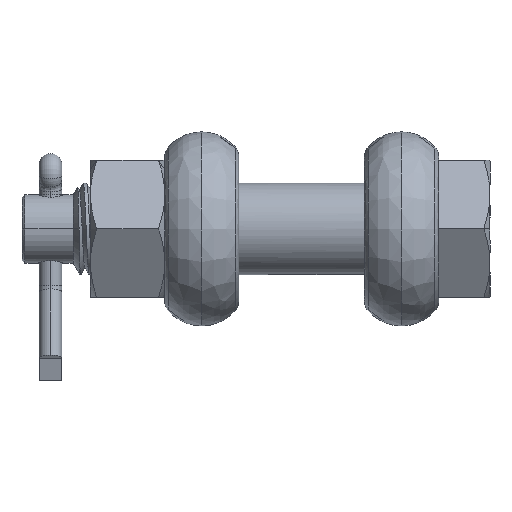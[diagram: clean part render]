
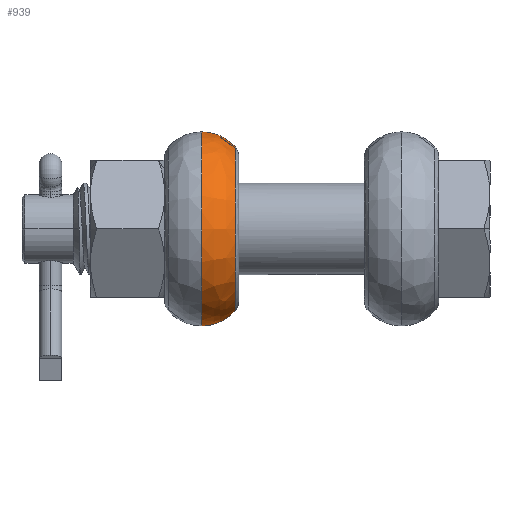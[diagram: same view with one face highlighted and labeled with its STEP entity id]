
A CAD part, front view. The second image highlights one B-rep face of the part: STEP entity #939.
In plain terms, the highlighted free-form (B-spline) face has degree [3, 3] with [4, 4] control points.
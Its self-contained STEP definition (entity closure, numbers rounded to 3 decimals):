
#765 = EDGE_CURVE ( 'NONE', #5262, #932, #8447, .T. ) ;
#768 = ORIENTED_EDGE ( 'NONE', *, *, #916, .T. ) ;
#916 = EDGE_CURVE ( 'NONE', #934, #5265, #20474, .T. ) ;
#927 = ORIENTED_EDGE ( 'NONE', *, *, #765, .T. ) ;
#928 = ORIENTED_EDGE ( 'NONE', *, *, #5264, .F. ) ;
#930 = ORIENTED_EDGE ( 'NONE', *, *, #931, .T. ) ;
#931 = EDGE_CURVE ( 'NONE', #932, #934, #20580, .T. ) ;
#932 = VERTEX_POINT ( 'NONE', #20588 ) ;
#934 = VERTEX_POINT ( 'NONE', #20597 ) ;
#939 = ADVANCED_FACE ( 'NONE', ( #20579 ), #20558, .F. ) ;
#940 = EDGE_LOOP ( 'NONE', ( #930, #768, #928, #927 ) ) ;
#5262 = VERTEX_POINT ( 'NONE', #7096 ) ;
#5264 = EDGE_CURVE ( 'NONE', #5262, #5265, #7095, .T. ) ;
#5265 = VERTEX_POINT ( 'NONE', #7090 ) ;
#7090 = CARTESIAN_POINT ( 'NONE',  ( -11.65, 0., -14.359 ) ) ;
#7091 = DIRECTION ( 'NONE',  ( 0., 0., -1. ) ) ;
#7092 = DIRECTION ( 'NONE',  ( 1., 0., 0. ) ) ;
#7093 = CARTESIAN_POINT ( 'NONE',  ( -11.65, 0., 0. ) ) ;
#7094 = AXIS2_PLACEMENT_3D ( 'NONE', #7093, #7092, #7091 ) ;
#7095 = CIRCLE ( 'NONE', #7094, 14.359 ) ;
#7096 = CARTESIAN_POINT ( 'NONE',  ( -11.65, 0., 14.359 ) ) ;
#8397 = DIRECTION ( 'NONE',  ( 0., -1., 0. ) ) ;
#8417 = DIRECTION ( 'NONE',  ( 0., 0., -1. ) ) ;
#8447 = CIRCLE ( 'NONE', #8523, 7.8 ) ;
#8523 = AXIS2_PLACEMENT_3D ( 'NONE', #8558, #8397, #8417 ) ;
#8558 = CARTESIAN_POINT ( 'NONE',  ( -17.5, 0., 9.2 ) ) ;
#20471 = DIRECTION ( 'NONE',  ( 0., 0., -1. ) ) ;
#20472 = DIRECTION ( 'NONE',  ( 0., -1., 0. ) ) ;
#20473 = AXIS2_PLACEMENT_3D ( 'NONE', #20517, #20472, #20471 ) ;
#20474 = CIRCLE ( 'NONE', #20473, 7.8 ) ;
#20517 = CARTESIAN_POINT ( 'NONE',  ( -17.5, 0., -9.2 ) ) ;
#20524 = CARTESIAN_POINT ( 'NONE',  ( -11.65, 0., 14.359 ) ) ;
#20525 = CARTESIAN_POINT ( 'NONE',  ( -11.65, -28.718, 14.359 ) ) ;
#20526 = CARTESIAN_POINT ( 'NONE',  ( -11.65, -28.718, -14.359 ) ) ;
#20527 = CARTESIAN_POINT ( 'NONE',  ( -11.65, 0., -14.359 ) ) ;
#20530 = CARTESIAN_POINT ( 'NONE',  ( -17.5, 0., 17. ) ) ;
#20531 = CARTESIAN_POINT ( 'NONE',  ( -17.5, -34., 17. ) ) ;
#20532 = CARTESIAN_POINT ( 'NONE',  ( -17.5, -34., -17. ) ) ;
#20533 = CARTESIAN_POINT ( 'NONE',  ( -17.5, 0., -17. ) ) ;
#20534 = CARTESIAN_POINT ( 'NONE',  ( -15.226, 0., 17. ) ) ;
#20535 = CARTESIAN_POINT ( 'NONE',  ( -15.226, -34., 17. ) ) ;
#20536 = CARTESIAN_POINT ( 'NONE',  ( -15.226, -34., -17. ) ) ;
#20537 = CARTESIAN_POINT ( 'NONE',  ( -15.226, 0., -17. ) ) ;
#20538 = CARTESIAN_POINT ( 'NONE',  ( -13.154, 0., 16.065 ) ) ;
#20539 = CARTESIAN_POINT ( 'NONE',  ( -13.154, -32.129, 16.065 ) ) ;
#20540 = CARTESIAN_POINT ( 'NONE',  ( -13.154, -32.129, -16.065 ) ) ;
#20541 = CARTESIAN_POINT ( 'NONE',  ( -13.154, 0., -16.065 ) ) ;
#20558 =( BOUNDED_SURFACE ( )  B_SPLINE_SURFACE ( 3, 3, ( 
 ( #20527, #20526, #20525, #20524 ),
 ( #20541, #20540, #20539, #20538 ),
 ( #20537, #20536, #20535, #20534 ),
 ( #20533, #20532, #20531, #20530 ) ),
 .UNSPECIFIED., .F., .F., .T. ) 
 B_SPLINE_SURFACE_WITH_KNOTS ( ( 4, 4 ),
 ( 4, 4 ),
 ( 0., 1. ),
 ( 0., 1. ),
 .UNSPECIFIED. ) 
 GEOMETRIC_REPRESENTATION_ITEM ( )  RATIONAL_B_SPLINE_SURFACE ( (
 ( 1., 0.333, 0.333, 1.),
 ( 0.941, 0.314, 0.314, 0.941),
 ( 0.941, 0.314, 0.314, 0.941),
 ( 1., 0.333, 0.333, 1.) ) ) 
 REPRESENTATION_ITEM ( '' )  SURFACE ( )  );
#20579 = FACE_OUTER_BOUND ( 'NONE', #940, .T. ) ;
#20580 = CIRCLE ( 'NONE', #20592, 17. ) ;
#20588 = CARTESIAN_POINT ( 'NONE',  ( -17.5, 0., 17. ) ) ;
#20589 = DIRECTION ( 'NONE',  ( 0., 0., -1. ) ) ;
#20590 = DIRECTION ( 'NONE',  ( 1., 0., 0. ) ) ;
#20591 = CARTESIAN_POINT ( 'NONE',  ( -17.5, 0., 0. ) ) ;
#20592 = AXIS2_PLACEMENT_3D ( 'NONE', #20591, #20590, #20589 ) ;
#20597 = CARTESIAN_POINT ( 'NONE',  ( -17.5, 0., -17. ) ) ;
